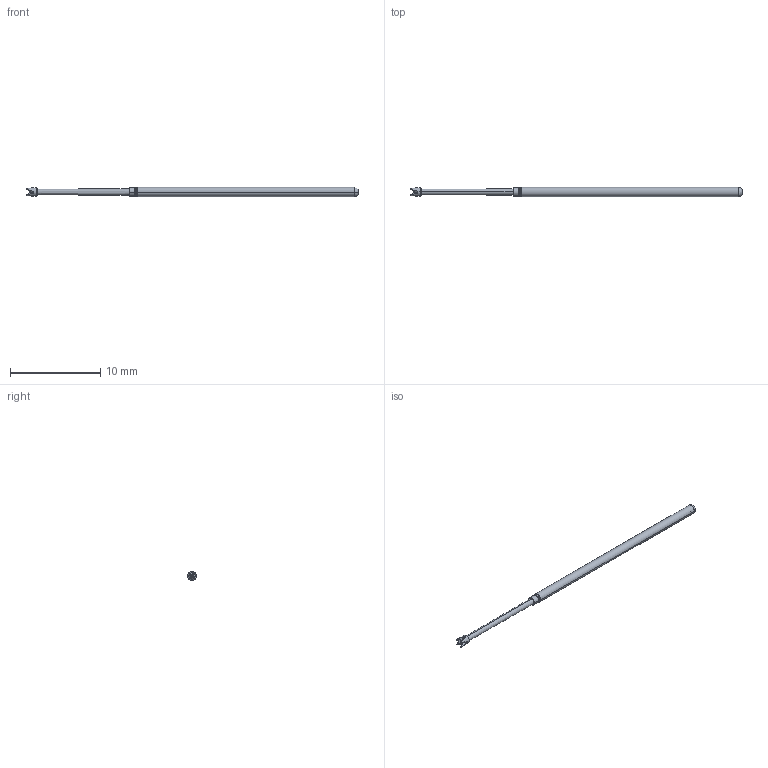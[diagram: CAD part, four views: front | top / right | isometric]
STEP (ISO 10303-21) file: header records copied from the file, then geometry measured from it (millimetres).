
FILE_DESCRIPTION (( 'STEP AP214' ), '1' );
FILE_NAME ('075-PR_4094_-S.STEP', '2019-12-17T21:37:32', ( '' ), ( '' ), 'SwSTEP 2.0', 'SolidWorks 2018', '' );
FILE_SCHEMA (( 'AUTOMOTIVE_DESIGN' ));
Length unit declared in the file: inch
Products named in the file (1): 075-PR_4094_-S
Bounding box: 36.83 x 1.02 x 1.02 mm (x, y, z)
Volume: 24.3 mm3; surface area: 110.3 mm2
Topology: 1 solids, 1 shells, 70 faces, 168 edges, 101 vertices
Faces by surface type: bspline 32, cone 12, cylinder 10, torus 10, plane 6
Entity records: 7580 total; most frequent: CARTESIAN_POINT 5274, ORIENTED_EDGE 336, DIRECTION 192, EDGE_CURVE 168, B_SPLINE_CURVE_WITH_KNOTS 102, VERTEX_POINT 101, AXIS2_PLACEMENT_3D 87, LENGTH_MEASURE_WITH_UNIT 73
